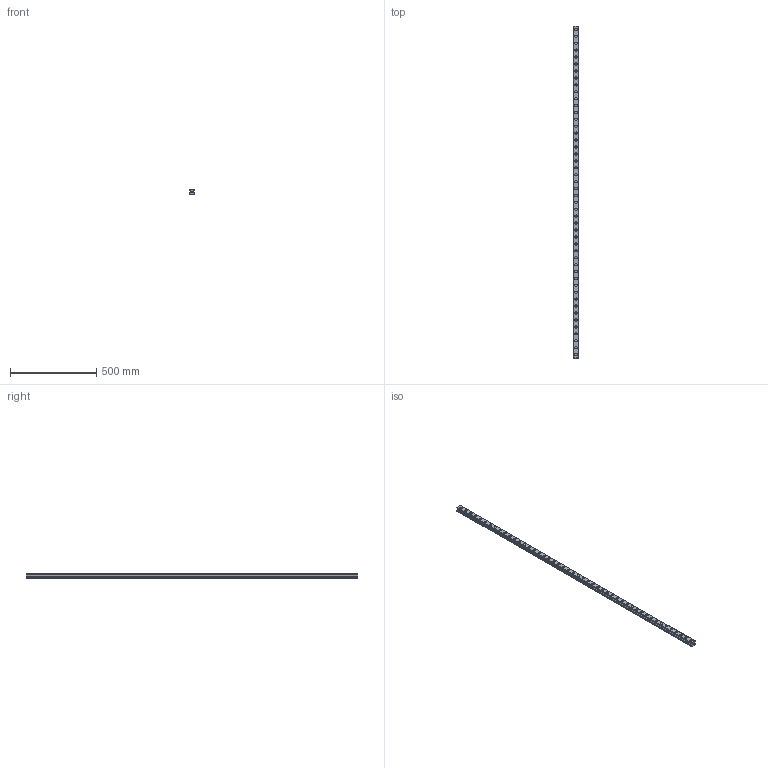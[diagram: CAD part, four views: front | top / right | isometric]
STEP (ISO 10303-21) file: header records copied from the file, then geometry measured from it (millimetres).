
FILE_DESCRIPTION(('STEP AP214'),'1');
FILE_NAME('cctmp_87BA2A75-1AFE-4F5A-9E55-C184C1318716_2021_03_11_14_32_43_0435..stp','2021-03-11T13:32:43',('HIWIN GmbH'),('CADClick - www.CADClick.com'),'Spatial InterOp 3D',' ','unknown authorization');
FILE_SCHEMA(('AUTOMOTIVE_DESIGN'));
Length unit declared in the file: millimetre
Products named in the file (1): RGR30R1920H_FILE
Bounding box: 28 x 1920 x 28 mm (x, y, z)
Volume: 1101818.8 mm3; surface area: 285231.3 mm2
Topology: 1 solids, 1 shells, 547 faces, 1191 edges, 794 vertices
Faces by surface type: cylinder 306, plane 241
Entity records: 19617 total; most frequent: DIRECTION 2899, CARTESIAN_POINT 2533, ORIENTED_EDGE 2382, EDGE_CURVE 1191, AXIS2_PLACEMENT_3D 1160, VERTEX_POINT 794, EDGE_LOOP 695, CIRCLE 612
